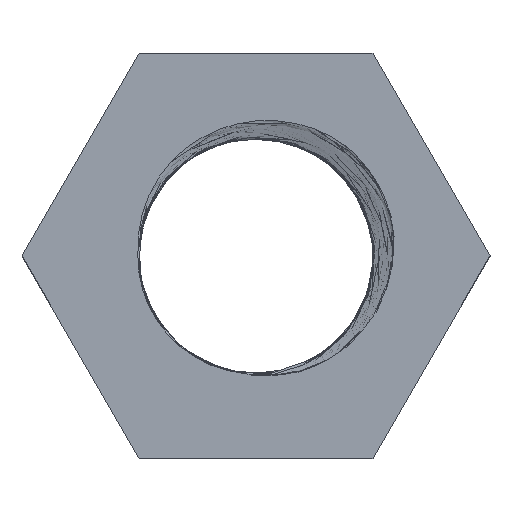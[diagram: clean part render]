
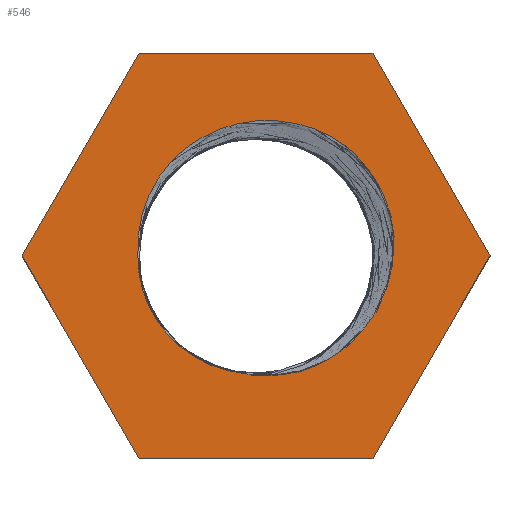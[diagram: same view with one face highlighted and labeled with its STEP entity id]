
A CAD part, top view. The second image highlights one B-rep face of the part: STEP entity #546.
In plain terms, the highlighted planar face has unit normal (0, 0, 1).
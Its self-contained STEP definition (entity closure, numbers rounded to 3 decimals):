
#24 = VERTEX_POINT('',#25);
#25 = CARTESIAN_POINT('',(-5.,8.66,8.));
#31 = EDGE_CURVE('',#24,#32,#34,.T.);
#32 = VERTEX_POINT('',#33);
#33 = CARTESIAN_POINT('',(-10.,0.,8.));
#34 = LINE('',#35,#36);
#35 = CARTESIAN_POINT('',(-5.,8.66,8.));
#36 = VECTOR('',#37,1.);
#37 = DIRECTION('',(-0.5,-0.866,0.));
#64 = VERTEX_POINT('',#65);
#65 = CARTESIAN_POINT('',(5.,8.66,8.));
#71 = EDGE_CURVE('',#64,#24,#72,.T.);
#72 = LINE('',#73,#74);
#73 = CARTESIAN_POINT('',(5.,8.66,8.));
#74 = VECTOR('',#75,1.);
#75 = DIRECTION('',(-1.,0.,0.));
#93 = EDGE_CURVE('',#32,#94,#96,.T.);
#94 = VERTEX_POINT('',#95);
#95 = CARTESIAN_POINT('',(-5.,-8.66,8.));
#96 = LINE('',#97,#98);
#97 = CARTESIAN_POINT('',(-10.,0.,8.));
#98 = VECTOR('',#99,1.);
#99 = DIRECTION('',(0.5,-0.866,0.));
#546 = ADVANCED_FACE('',(#547,#574),#650,.T.);
#547 = FACE_BOUND('',#548,.T.);
#548 = EDGE_LOOP('',(#549,#550,#551,#559,#567,#573));
#549 = ORIENTED_EDGE('',*,*,#31,.T.);
#550 = ORIENTED_EDGE('',*,*,#93,.T.);
#551 = ORIENTED_EDGE('',*,*,#552,.T.);
#552 = EDGE_CURVE('',#94,#553,#555,.T.);
#553 = VERTEX_POINT('',#554);
#554 = CARTESIAN_POINT('',(5.,-8.66,8.));
#555 = LINE('',#556,#557);
#556 = CARTESIAN_POINT('',(-5.,-8.66,8.));
#557 = VECTOR('',#558,1.);
#558 = DIRECTION('',(1.,0.,0.));
#559 = ORIENTED_EDGE('',*,*,#560,.T.);
#560 = EDGE_CURVE('',#553,#561,#563,.T.);
#561 = VERTEX_POINT('',#562);
#562 = CARTESIAN_POINT('',(10.,0.,8.));
#563 = LINE('',#564,#565);
#564 = CARTESIAN_POINT('',(5.,-8.66,8.));
#565 = VECTOR('',#566,1.);
#566 = DIRECTION('',(0.5,0.866,0.));
#567 = ORIENTED_EDGE('',*,*,#568,.T.);
#568 = EDGE_CURVE('',#561,#64,#569,.T.);
#569 = LINE('',#570,#571);
#570 = CARTESIAN_POINT('',(10.,0.,8.));
#571 = VECTOR('',#572,1.);
#572 = DIRECTION('',(-0.5,0.866,0.));
#573 = ORIENTED_EDGE('',*,*,#71,.T.);
#574 = FACE_BOUND('',#575,.T.);
#575 = EDGE_LOOP('',(#576));
#576 = ORIENTED_EDGE('',*,*,#577,.T.);
#577 = EDGE_CURVE('',#578,#578,#580,.T.);
#578 = VERTEX_POINT('',#579);
#579 = CARTESIAN_POINT('',(-0.485,-5.03,8.));
#580 = B_SPLINE_CURVE_WITH_KNOTS('',3,(#581,#582,#583,#584,#585,#586,
    #587,#588,#589,#590,#591,#592,#593,#594,#595,#596,#597,#598,#599,
    #600,#601,#602,#603,#604,#605,#606,#607,#608,#609,#610,#611,#612,
    #613,#614,#615,#616,#617,#618,#619,#620,#621,#622,#623,#624,#625,
    #626,#627,#628,#629,#630,#631,#632,#633,#634,#635,#636,#637,#638,
    #639,#640,#641,#642,#643,#644,#645,#646,#647,#648,#649),
  .UNSPECIFIED.,.T.,.F.,(1,1,2,1,1,1,1,1,1,1,1,1,1,1,1,1,1,1,1,1,1,1,1,1
    ,1,1,1,1,1,1,1,1,1,1,1,1,1,1,1,1,1,1,1,1,1,1,1,1,1,1,1,1,1,1,1,1,1,1
    ,1,1,1,1,1,1,1,1,1,1,2,1,1),(-0.669,-0.178,0.,
    0.486,0.971,1.457,1.942,
    2.428,2.913,3.399,3.884,
    4.37,4.855,5.341,5.826,
    6.312,6.798,7.283,7.769,
    8.257,8.75,9.248,9.75,
    10.256,10.767,11.282,11.802,
    12.326,12.855,13.388,13.926,
    14.468,15.014,15.565,16.12,
    16.68,17.244,17.812,18.385,
    18.962,19.542,20.123,20.705,
    21.288,21.87,22.452,23.033,
    23.612,24.187,24.759,25.326,
    25.888,26.446,27.,27.549,
    28.094,28.634,29.17,29.701,
    30.228,30.751,31.269,31.783,
    32.292,32.797,33.297,33.793,
    34.285,34.463,34.948,35.434),
  .UNSPECIFIED.);
#581 = CARTESIAN_POINT('',(-0.426,-5.035,8.));
#582 = CARTESIAN_POINT('',(-0.646,-5.014,8.));
#583 = CARTESIAN_POINT('',(-0.967,-4.968,8.));
#584 = CARTESIAN_POINT('',(-1.439,-4.852,8.));
#585 = CARTESIAN_POINT('',(-1.898,-4.691,8.));
#586 = CARTESIAN_POINT('',(-2.34,-4.487,8.));
#587 = CARTESIAN_POINT('',(-2.76,-4.242,8.));
#588 = CARTESIAN_POINT('',(-3.154,-3.958,8.));
#589 = CARTESIAN_POINT('',(-3.519,-3.637,8.));
#590 = CARTESIAN_POINT('',(-3.852,-3.282,8.));
#591 = CARTESIAN_POINT('',(-4.149,-2.897,8.));
#592 = CARTESIAN_POINT('',(-4.408,-2.486,8.));
#593 = CARTESIAN_POINT('',(-4.627,-2.051,8.));
#594 = CARTESIAN_POINT('',(-4.802,-1.597,8.));
#595 = CARTESIAN_POINT('',(-4.933,-1.129,8.));
#596 = CARTESIAN_POINT('',(-5.018,-0.651,8.));
#597 = CARTESIAN_POINT('',(-5.06,-0.166,8.));
#598 = CARTESIAN_POINT('',(-5.042,0.321,8.));
#599 = CARTESIAN_POINT('',(-5.029,0.81,8.));
#600 = CARTESIAN_POINT('',(-4.974,1.301,8.));
#601 = CARTESIAN_POINT('',(-4.87,1.788,8.));
#602 = CARTESIAN_POINT('',(-4.717,2.267,8.));
#603 = CARTESIAN_POINT('',(-4.518,2.733,8.));
#604 = CARTESIAN_POINT('',(-4.272,3.182,8.));
#605 = CARTESIAN_POINT('',(-3.981,3.609,8.));
#606 = CARTESIAN_POINT('',(-3.647,4.008,8.));
#607 = CARTESIAN_POINT('',(-3.274,4.377,8.));
#608 = CARTESIAN_POINT('',(-2.862,4.711,8.));
#609 = CARTESIAN_POINT('',(-2.417,5.005,8.));
#610 = CARTESIAN_POINT('',(-1.942,5.258,8.));
#611 = CARTESIAN_POINT('',(-1.44,5.465,8.));
#612 = CARTESIAN_POINT('',(-0.916,5.623,8.));
#613 = CARTESIAN_POINT('',(-0.375,5.732,8.));
#614 = CARTESIAN_POINT('',(0.178,5.788,8.));
#615 = CARTESIAN_POINT('',(0.738,5.79,8.));
#616 = CARTESIAN_POINT('',(1.301,5.737,8.));
#617 = CARTESIAN_POINT('',(1.86,5.63,8.));
#618 = CARTESIAN_POINT('',(2.41,5.467,8.));
#619 = CARTESIAN_POINT('',(2.948,5.255,8.));
#620 = CARTESIAN_POINT('',(3.453,4.967,8.));
#621 = CARTESIAN_POINT('',(3.923,4.624,8.));
#622 = CARTESIAN_POINT('',(4.354,4.232,8.));
#623 = CARTESIAN_POINT('',(4.741,3.796,8.));
#624 = CARTESIAN_POINT('',(5.081,3.321,8.));
#625 = CARTESIAN_POINT('',(5.367,2.813,8.));
#626 = CARTESIAN_POINT('',(5.597,2.279,8.));
#627 = CARTESIAN_POINT('',(5.756,1.721,8.));
#628 = CARTESIAN_POINT('',(5.846,1.152,8.));
#629 = CARTESIAN_POINT('',(5.884,0.581,8.));
#630 = CARTESIAN_POINT('',(5.866,0.014,8.));
#631 = CARTESIAN_POINT('',(5.794,-0.545,8.));
#632 = CARTESIAN_POINT('',(5.67,-1.09,8.));
#633 = CARTESIAN_POINT('',(5.494,-1.616,8.));
#634 = CARTESIAN_POINT('',(5.271,-2.119,8.));
#635 = CARTESIAN_POINT('',(5.002,-2.593,8.));
#636 = CARTESIAN_POINT('',(4.691,-3.036,8.));
#637 = CARTESIAN_POINT('',(4.342,-3.444,8.));
#638 = CARTESIAN_POINT('',(3.958,-3.812,8.));
#639 = CARTESIAN_POINT('',(3.543,-4.139,8.));
#640 = CARTESIAN_POINT('',(3.103,-4.422,8.));
#641 = CARTESIAN_POINT('',(2.641,-4.659,8.));
#642 = CARTESIAN_POINT('',(2.163,-4.849,8.));
#643 = CARTESIAN_POINT('',(1.673,-4.99,8.));
#644 = CARTESIAN_POINT('',(1.176,-5.083,8.));
#645 = CARTESIAN_POINT('',(0.676,-5.127,8.));
#646 = CARTESIAN_POINT('',(0.18,-5.118,8.));
#647 = CARTESIAN_POINT('',(-0.208,-5.087,8.));
#648 = CARTESIAN_POINT('',(-0.426,-5.035,8.));
#649 = CARTESIAN_POINT('',(-0.646,-5.014,8.));
#650 = PLANE('',#651);
#651 = AXIS2_PLACEMENT_3D('',#652,#653,#654);
#652 = CARTESIAN_POINT('',(0.,0.,8.));
#653 = DIRECTION('',(0.,0.,1.));
#654 = DIRECTION('',(1.,0.,0.));
